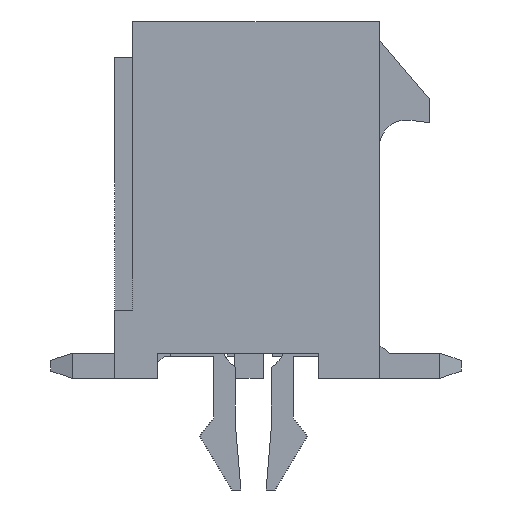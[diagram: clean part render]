
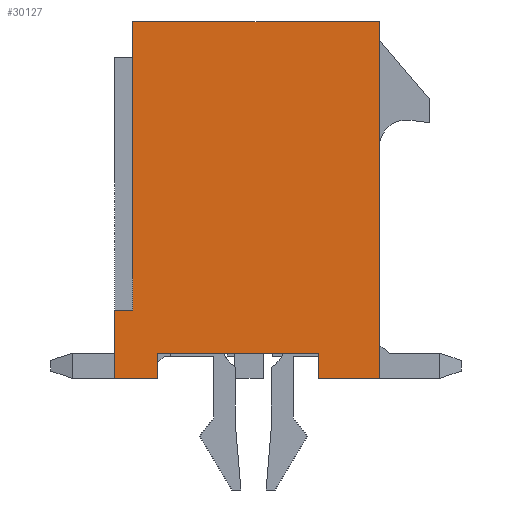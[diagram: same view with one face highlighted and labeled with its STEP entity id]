
A CAD part, left-side view. The second image highlights one B-rep face of the part: STEP entity #30127.
In plain terms, the highlighted planar face has unit normal (-1, 0, 0).
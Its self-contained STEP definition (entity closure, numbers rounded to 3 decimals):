
#2362=ORIENTED_EDGE('',*,*,#8012,.F.);
#2363=ORIENTED_EDGE('',*,*,#7878,.T.);
#2364=ORIENTED_EDGE('',*,*,#8054,.T.);
#2365=ORIENTED_EDGE('',*,*,#8055,.T.);
#2366=ORIENTED_EDGE('',*,*,#8056,.T.);
#2367=ORIENTED_EDGE('',*,*,#8057,.T.);
#2368=ORIENTED_EDGE('',*,*,#8058,.T.);
#2369=ORIENTED_EDGE('',*,*,#7916,.F.);
#2370=ORIENTED_EDGE('',*,*,#7911,.T.);
#2371=ORIENTED_EDGE('',*,*,#8059,.T.);
#7878=EDGE_CURVE('',#10745,#10744,#12897,.T.);
#7911=EDGE_CURVE('',#10762,#10764,#12930,.T.);
#7916=EDGE_CURVE('',#10762,#10767,#12935,.T.);
#8012=EDGE_CURVE('',#10745,#10807,#13031,.T.);
#8054=EDGE_CURVE('',#10744,#10829,#13073,.T.);
#8055=EDGE_CURVE('',#10829,#10830,#13074,.T.);
#8056=EDGE_CURVE('',#10830,#10831,#13075,.T.);
#8057=EDGE_CURVE('',#10831,#10832,#13076,.T.);
#8058=EDGE_CURVE('',#10832,#10767,#13077,.T.);
#8059=EDGE_CURVE('',#10764,#10807,#13078,.T.);
#10744=VERTEX_POINT('',#40817);
#10745=VERTEX_POINT('',#40819);
#10762=VERTEX_POINT('',#40879);
#10764=VERTEX_POINT('',#40883);
#10767=VERTEX_POINT('',#40893);
#10807=VERTEX_POINT('',#41046);
#10829=VERTEX_POINT('',#41131);
#10830=VERTEX_POINT('',#41133);
#10831=VERTEX_POINT('',#41135);
#10832=VERTEX_POINT('',#41137);
#12897=LINE('',#40818,#15888);
#12930=LINE('',#40884,#15921);
#12935=LINE('',#40894,#15926);
#13031=LINE('',#41050,#16022);
#13073=LINE('',#41130,#16064);
#13074=LINE('',#41132,#16065);
#13075=LINE('',#41134,#16066);
#13076=LINE('',#41136,#16067);
#13077=LINE('',#41138,#16068);
#13078=LINE('',#41139,#16069);
#15888=VECTOR('',#34452,1000.);
#15921=VECTOR('',#34511,1000.);
#15926=VECTOR('',#34520,1000.);
#16022=VECTOR('',#34654,1000.);
#16064=VECTOR('',#34732,1000.);
#16065=VECTOR('',#34733,1000.);
#16066=VECTOR('',#34734,1000.);
#16067=VECTOR('',#34735,1000.);
#16068=VECTOR('',#34736,1000.);
#16069=VECTOR('',#34737,1000.);
#18022=EDGE_LOOP('',(#2362,#2363,#2364,#2365,#2366,#2367,#2368,#2369,#2370,
#2371));
#19279=FACE_BOUND('',#18022,.T.);
#20469=PLANE('',#31438);
#30127=ADVANCED_FACE('',(#19279),#20469,.T.);
#31438=AXIS2_PLACEMENT_3D('',#41129,#34730,#34731);
#34452=DIRECTION('',(0.,-1.,0.));
#34511=DIRECTION('',(0.,0.,-1.));
#34520=DIRECTION('',(0.,-1.,0.));
#34654=DIRECTION('',(0.,0.,-1.));
#34730=DIRECTION('',(-1.,0.,0.));
#34731=DIRECTION('',(0.,0.,1.));
#34732=DIRECTION('',(0.,0.,-1.));
#34733=DIRECTION('',(0.,-1.,0.));
#34734=DIRECTION('',(0.,0.,1.));
#34735=DIRECTION('',(0.,1.,0.));
#34736=DIRECTION('',(0.,0.,-1.));
#34737=DIRECTION('',(0.,-1.,0.));
#40817=CARTESIAN_POINT('',(-18.35,-1.73,-4.25));
#40818=CARTESIAN_POINT('',(-18.35,2.73,-4.25));
#40819=CARTESIAN_POINT('',(-18.35,2.73,-4.25));
#40879=CARTESIAN_POINT('',(-18.35,3.93,-3.05));
#40883=CARTESIAN_POINT('',(-18.35,3.93,-4.95));
#40884=CARTESIAN_POINT('',(-18.35,3.93,-3.05));
#40893=CARTESIAN_POINT('',(-18.35,3.43,-3.05));
#40894=CARTESIAN_POINT('',(-18.35,3.93,-3.05));
#41046=CARTESIAN_POINT('',(-18.35,2.73,-4.95));
#41050=CARTESIAN_POINT('',(-18.35,2.73,-3.95));
#41129=CARTESIAN_POINT('',(-18.35,0.,0.));
#41130=CARTESIAN_POINT('',(-18.35,-1.73,-3.95));
#41131=CARTESIAN_POINT('',(-18.35,-1.73,-4.95));
#41132=CARTESIAN_POINT('',(-18.35,3.43,-4.95));
#41133=CARTESIAN_POINT('',(-18.35,-3.43,-4.95));
#41134=CARTESIAN_POINT('',(-18.35,-3.43,-4.95));
#41135=CARTESIAN_POINT('',(-18.35,-3.43,4.95));
#41136=CARTESIAN_POINT('',(-18.35,-3.43,4.95));
#41137=CARTESIAN_POINT('',(-18.35,3.43,4.95));
#41138=CARTESIAN_POINT('',(-18.35,3.43,4.95));
#41139=CARTESIAN_POINT('',(-18.35,3.43,-4.95));
